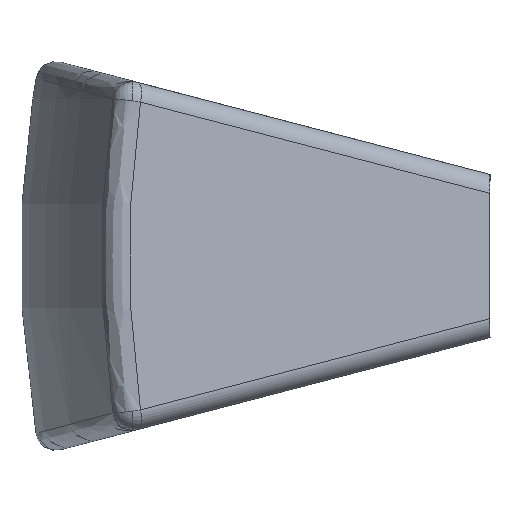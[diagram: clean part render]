
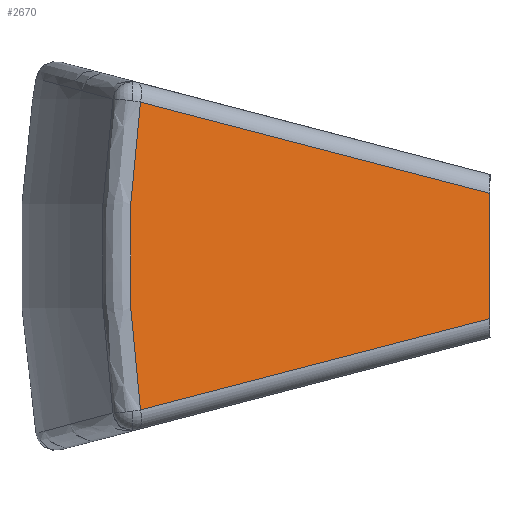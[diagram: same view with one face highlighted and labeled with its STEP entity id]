
A CAD part, left-side view. The second image highlights one B-rep face of the part: STEP entity #2670.
In plain terms, the highlighted planar face has unit normal (-0.92, -0.392, 0).
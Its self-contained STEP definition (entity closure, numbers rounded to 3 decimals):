
#46 = B_SPLINE_CURVE_WITH_KNOTS ( 'NONE', 3,
 ( #350, #123, #2038, #759, #2249 ),
 .UNSPECIFIED., .F., .F.,
 ( 4, 1, 4 ),
 ( 0., 0.008, 0.015 ),
 .UNSPECIFIED. ) ;
#119 = CARTESIAN_POINT ( 'NONE',  ( -24.5, 0., -3.069 ) ) ;
#123 = CARTESIAN_POINT ( 'NONE',  ( -31.943, 17.468, 5.021 ) ) ;
#170 = LINE ( 'NONE', #2075, #1208 ) ;
#220 = CARTESIAN_POINT ( 'NONE',  ( -31.79, 17.109, -7.532 ) ) ;
#242 = ORIENTED_EDGE ( 'NONE', *, *, #1642, .T. ) ;
#311 = LINE ( 'NONE', #2635, #2489 ) ;
#325 = DIRECTION ( 'NONE',  ( -0.392, 0.92, 0. ) ) ;
#350 = CARTESIAN_POINT ( 'NONE',  ( -31.79, 17.109, 7.532 ) ) ;
#410 = VERTEX_POINT ( 'NONE', #119 ) ;
#577 = EDGE_CURVE ( 'NONE', #410, #833, #1809, .T. ) ;
#588 = VECTOR ( 'NONE', #1849, 1000. ) ;
#738 = CARTESIAN_POINT ( 'NONE',  ( -24.5, 0., 3.069 ) ) ;
#759 = CARTESIAN_POINT ( 'NONE',  ( -31.943, 17.468, -5.021 ) ) ;
#780 = ORIENTED_EDGE ( 'NONE', *, *, #577, .T. ) ;
#783 = CARTESIAN_POINT ( 'NONE',  ( -24.5, 0., 4. ) ) ;
#804 = VERTEX_POINT ( 'NONE', #220 ) ;
#833 = VERTEX_POINT ( 'NONE', #738 ) ;
#870 = EDGE_LOOP ( 'NONE', ( #1856, #2428, #242, #780 ) ) ;
#1142 = CARTESIAN_POINT ( 'NONE',  ( -34.3, 23., 10. ) ) ;
#1208 = VECTOR ( 'NONE', #2284, 1000. ) ;
#1332 = DIRECTION ( 'NONE',  ( -0.381, 0.895, 0.233 ) ) ;
#1393 = CARTESIAN_POINT ( 'NONE',  ( -31.79, 17.109, 7.532 ) ) ;
#1574 = DIRECTION ( 'NONE',  ( 0.92, 0.392, 0. ) ) ;
#1594 = VERTEX_POINT ( 'NONE', #1393 ) ;
#1642 = EDGE_CURVE ( 'NONE', #804, #410, #170, .T. ) ;
#1746 = EDGE_CURVE ( 'NONE', #1594, #804, #46, .T. ) ;
#1809 = LINE ( 'NONE', #783, #588 ) ;
#1849 = DIRECTION ( 'NONE',  ( 0., 0., 1. ) ) ;
#1856 = ORIENTED_EDGE ( 'NONE', *, *, #2628, .T. ) ;
#1924 = FACE_OUTER_BOUND ( 'NONE', #870, .T. ) ;
#2038 = CARTESIAN_POINT ( 'NONE',  ( -32.094, 17.822, 0. ) ) ;
#2075 = CARTESIAN_POINT ( 'NONE',  ( -32.604, 19.019, -8.03 ) ) ;
#2217 = PLANE ( 'NONE',  #2395 ) ;
#2249 = CARTESIAN_POINT ( 'NONE',  ( -31.79, 17.109, -7.532 ) ) ;
#2284 = DIRECTION ( 'NONE',  ( 0.381, -0.895, 0.233 ) ) ;
#2395 = AXIS2_PLACEMENT_3D ( 'NONE', #1142, #1574, #325 ) ;
#2428 = ORIENTED_EDGE ( 'NONE', *, *, #1746, .T. ) ;
#2489 = VECTOR ( 'NONE', #1332, 1000. ) ;
#2628 = EDGE_CURVE ( 'NONE', #833, #1594, #311, .T. ) ;
#2635 = CARTESIAN_POINT ( 'NONE',  ( -34.383, 23.194, 9.12 ) ) ;
#2670 = ADVANCED_FACE ( 'NONE', ( #1924 ), #2217, .F. ) ;
